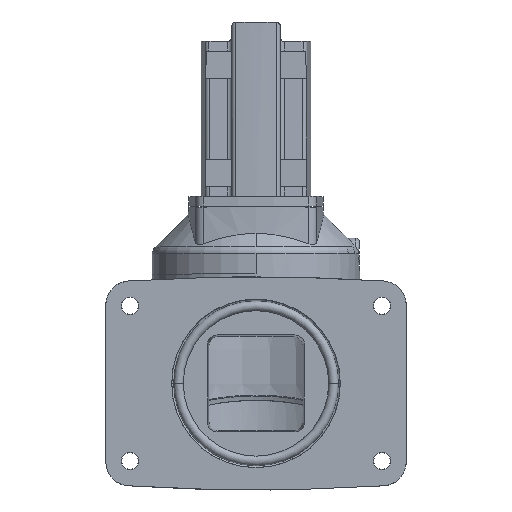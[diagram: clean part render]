
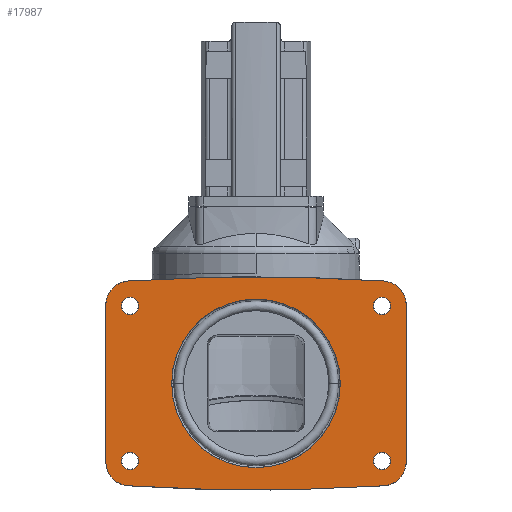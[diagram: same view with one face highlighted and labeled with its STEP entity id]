
A CAD part, top view. The second image highlights one B-rep face of the part: STEP entity #17987.
In plain terms, the highlighted planar face has unit normal (0, 0, 1).
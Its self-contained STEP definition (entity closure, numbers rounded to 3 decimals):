
#1844=CARTESIAN_POINT('',(-65.,-15.392,80.));
#1845=DIRECTION('',(0.,0.,1.));
#1846=DIRECTION('',(-0.066,0.998,0.));
#1847=AXIS2_PLACEMENT_3D('',#1844,#1845,#1846);
#1849=CARTESIAN_POINT('',(0.,-1000.75,80.));
#1850=DIRECTION('',(0.,0.,1.));
#1851=DIRECTION('',(0.066,0.998,0.));
#1852=AXIS2_PLACEMENT_3D('',#1849,#1850,#1851);
#1854=CARTESIAN_POINT('',(65.,-15.392,80.));
#1855=DIRECTION('',(0.,0.,1.));
#1856=DIRECTION('',(1.,0.,0.));
#1857=AXIS2_PLACEMENT_3D('',#1854,#1855,#1856);
#1859=CARTESIAN_POINT('',(65.,-96.108,80.));
#1860=DIRECTION('',(0.,0.,1.));
#1861=DIRECTION('',(0.066,-0.998,0.));
#1862=AXIS2_PLACEMENT_3D('',#1859,#1860,#1861);
#1864=CARTESIAN_POINT('',(0.,889.25,80.));
#1865=DIRECTION('',(0.,0.,1.));
#1866=DIRECTION('',(-0.066,-0.998,0.));
#1867=AXIS2_PLACEMENT_3D('',#1864,#1865,#1866);
#1869=CARTESIAN_POINT('',(-65.,-96.108,80.));
#1870=DIRECTION('',(0.,0.,1.));
#1871=DIRECTION('',(-1.,0.,0.));
#1872=AXIS2_PLACEMENT_3D('',#1869,#1870,#1871);
#1874=CARTESIAN_POINT('',(-65.,-15.75,80.));
#1875=DIRECTION('',(0.,0.,-1.));
#1876=DIRECTION('',(-1.,0.,0.));
#1877=AXIS2_PLACEMENT_3D('',#1874,#1875,#1876);
#1879=CARTESIAN_POINT('',(-65.,-15.75,80.));
#1880=DIRECTION('',(0.,0.,-1.));
#1881=DIRECTION('',(1.,0.,0.));
#1882=AXIS2_PLACEMENT_3D('',#1879,#1880,#1881);
#1884=CARTESIAN_POINT('',(65.,-15.75,80.));
#1885=DIRECTION('',(0.,0.,-1.));
#1886=DIRECTION('',(-1.,0.,0.));
#1887=AXIS2_PLACEMENT_3D('',#1884,#1885,#1886);
#1889=CARTESIAN_POINT('',(65.,-15.75,80.));
#1890=DIRECTION('',(0.,0.,-1.));
#1891=DIRECTION('',(1.,0.,0.));
#1892=AXIS2_PLACEMENT_3D('',#1889,#1890,#1891);
#1894=CARTESIAN_POINT('',(65.,-95.75,80.));
#1895=DIRECTION('',(0.,0.,-1.));
#1896=DIRECTION('',(-1.,0.,0.));
#1897=AXIS2_PLACEMENT_3D('',#1894,#1895,#1896);
#1899=CARTESIAN_POINT('',(65.,-95.75,80.));
#1900=DIRECTION('',(0.,0.,-1.));
#1901=DIRECTION('',(1.,0.,0.));
#1902=AXIS2_PLACEMENT_3D('',#1899,#1900,#1901);
#1904=CARTESIAN_POINT('',(-65.,-95.75,80.));
#1905=DIRECTION('',(0.,0.,-1.));
#1906=DIRECTION('',(-1.,0.,0.));
#1907=AXIS2_PLACEMENT_3D('',#1904,#1905,#1906);
#1909=CARTESIAN_POINT('',(-65.,-95.75,80.));
#1910=DIRECTION('',(0.,0.,-1.));
#1911=DIRECTION('',(1.,0.,0.));
#1912=AXIS2_PLACEMENT_3D('',#1909,#1910,#1911);
#1914=CARTESIAN_POINT('',(0.,-55.75,80.));
#1915=DIRECTION('',(0.,0.,-1.));
#1916=DIRECTION('',(-1.,0.,0.));
#1917=AXIS2_PLACEMENT_3D('',#1914,#1915,#1916);
#1919=CARTESIAN_POINT('',(0.,-55.75,80.));
#1920=DIRECTION('',(0.,0.,-1.));
#1921=DIRECTION('',(1.,0.,0.));
#1922=AXIS2_PLACEMENT_3D('',#1919,#1920,#1921);
#2164=DIRECTION('',(0.,1.,0.));
#2165=VECTOR('',#2164,80.717);
#2166=CARTESIAN_POINT('',(-77.5,-96.108,80.));
#2167=LINE('',#2166,#2165);
#2241=DIRECTION('',(0.,-1.,0.));
#2242=VECTOR('',#2241,80.717);
#2243=CARTESIAN_POINT('',(77.5,-15.392,80.));
#2244=LINE('',#2243,#2242);
#13360=CARTESIAN_POINT('',(-65.823,-2.919,80.));
#13361=CARTESIAN_POINT('',(-77.5,-15.392,80.));
#13362=VERTEX_POINT('',#13360);
#13363=VERTEX_POINT('',#13361);
#13364=CARTESIAN_POINT('',(65.823,-2.919,80.));
#13365=VERTEX_POINT('',#13364);
#13366=CARTESIAN_POINT('',(77.5,-15.392,80.));
#13367=VERTEX_POINT('',#13366);
#13368=CARTESIAN_POINT('',(77.5,-96.108,80.));
#13369=VERTEX_POINT('',#13368);
#13370=CARTESIAN_POINT('',(65.823,-108.581,80.));
#13371=VERTEX_POINT('',#13370);
#13372=CARTESIAN_POINT('',(-65.823,-108.581,80.));
#13373=VERTEX_POINT('',#13372);
#13374=CARTESIAN_POINT('',(-77.5,-96.108,80.));
#13375=VERTEX_POINT('',#13374);
#13376=CARTESIAN_POINT('',(-60.5,-15.75,80.));
#13378=VERTEX_POINT('',#13376);
#13381=CARTESIAN_POINT('',(-69.5,-15.75,80.));
#13383=VERTEX_POINT('',#13381);
#13458=CARTESIAN_POINT('',(60.5,-15.75,80.));
#13460=VERTEX_POINT('',#13458);
#13463=CARTESIAN_POINT('',(69.5,-15.75,80.));
#13465=VERTEX_POINT('',#13463);
#13466=CARTESIAN_POINT('',(60.5,-95.75,80.));
#13468=VERTEX_POINT('',#13466);
#13471=CARTESIAN_POINT('',(69.5,-95.75,80.));
#13473=VERTEX_POINT('',#13471);
#13474=CARTESIAN_POINT('',(-69.5,-95.75,80.));
#13476=VERTEX_POINT('',#13474);
#13479=CARTESIAN_POINT('',(-60.5,-95.75,80.));
#13481=VERTEX_POINT('',#13479);
#13498=CARTESIAN_POINT('',(43.5,-55.75,80.));
#13499=VERTEX_POINT('',#13498);
#13500=CARTESIAN_POINT('',(-43.5,-55.75,80.));
#13501=VERTEX_POINT('',#13500);
#17936=CARTESIAN_POINT('',(0.,-55.75,80.));
#17937=DIRECTION('',(0.,0.,1.));
#17938=DIRECTION('',(-1.,0.,0.));
#17939=AXIS2_PLACEMENT_3D('',#17936,#17937,#17938);
#17940=PLANE('',#17939);
#17942=ORIENTED_EDGE('',*,*,#17941,.F.);
#17944=ORIENTED_EDGE('',*,*,#17943,.F.);
#17946=ORIENTED_EDGE('',*,*,#17945,.F.);
#17948=ORIENTED_EDGE('',*,*,#17947,.T.);
#17950=ORIENTED_EDGE('',*,*,#17949,.F.);
#17952=ORIENTED_EDGE('',*,*,#17951,.F.);
#17954=ORIENTED_EDGE('',*,*,#17953,.F.);
#17956=ORIENTED_EDGE('',*,*,#17955,.T.);
#17957=EDGE_LOOP('',(#17942,#17944,#17946,#17948,#17950,#17952,#17954,#17956));
#17958=FACE_OUTER_BOUND('',#17957,.F.);
#17960=ORIENTED_EDGE('',*,*,#17959,.F.);
#17962=ORIENTED_EDGE('',*,*,#17961,.F.);
#17963=EDGE_LOOP('',(#17960,#17962));
#17964=FACE_BOUND('',#17963,.F.);
#17966=ORIENTED_EDGE('',*,*,#17965,.F.);
#17968=ORIENTED_EDGE('',*,*,#17967,.F.);
#17969=EDGE_LOOP('',(#17966,#17968));
#17970=FACE_BOUND('',#17969,.F.);
#17972=ORIENTED_EDGE('',*,*,#17971,.F.);
#17974=ORIENTED_EDGE('',*,*,#17973,.F.);
#17975=EDGE_LOOP('',(#17972,#17974));
#17976=FACE_BOUND('',#17975,.F.);
#17978=ORIENTED_EDGE('',*,*,#17977,.F.);
#17980=ORIENTED_EDGE('',*,*,#17979,.F.);
#17981=EDGE_LOOP('',(#17978,#17980));
#17982=FACE_BOUND('',#17981,.F.);
#17983=ORIENTED_EDGE('',*,*,#17902,.F.);
#17984=ORIENTED_EDGE('',*,*,#17923,.F.);
#17985=EDGE_LOOP('',(#17983,#17984));
#17986=FACE_BOUND('',#17985,.F.);
#17987=ADVANCED_FACE('',(#17958,#17964,#17970,#17976,#17982,#17986),#17940,.T.);
#1848=CIRCLE('',#1847,12.5);
#1853=CIRCLE('',#1852,1000.);
#1858=CIRCLE('',#1857,12.5);
#1863=CIRCLE('',#1862,12.5);
#1868=CIRCLE('',#1867,1000.);
#1873=CIRCLE('',#1872,12.5);
#1878=CIRCLE('',#1877,4.5);
#1883=CIRCLE('',#1882,4.5);
#1888=CIRCLE('',#1887,4.5);
#1893=CIRCLE('',#1892,4.5);
#1898=CIRCLE('',#1897,4.5);
#1903=CIRCLE('',#1902,4.5);
#1908=CIRCLE('',#1907,4.5);
#1913=CIRCLE('',#1912,4.5);
#1918=CIRCLE('',#1917,43.5);
#1923=CIRCLE('',#1922,43.5);
#17902=EDGE_CURVE('',#13501,#13499,#1918,.T.);
#17923=EDGE_CURVE('',#13499,#13501,#1923,.T.);
#17941=EDGE_CURVE('',#13362,#13363,#1848,.T.);
#17943=EDGE_CURVE('',#13365,#13362,#1853,.T.);
#17945=EDGE_CURVE('',#13367,#13365,#1858,.T.);
#17947=EDGE_CURVE('',#13367,#13369,#2244,.T.);
#17949=EDGE_CURVE('',#13371,#13369,#1863,.T.);
#17951=EDGE_CURVE('',#13373,#13371,#1868,.T.);
#17953=EDGE_CURVE('',#13375,#13373,#1873,.T.);
#17955=EDGE_CURVE('',#13375,#13363,#2167,.T.);
#17959=EDGE_CURVE('',#13383,#13378,#1878,.T.);
#17961=EDGE_CURVE('',#13378,#13383,#1883,.T.);
#17965=EDGE_CURVE('',#13460,#13465,#1888,.T.);
#17967=EDGE_CURVE('',#13465,#13460,#1893,.T.);
#17971=EDGE_CURVE('',#13468,#13473,#1898,.T.);
#17973=EDGE_CURVE('',#13473,#13468,#1903,.T.);
#17977=EDGE_CURVE('',#13476,#13481,#1908,.T.);
#17979=EDGE_CURVE('',#13481,#13476,#1913,.T.);
